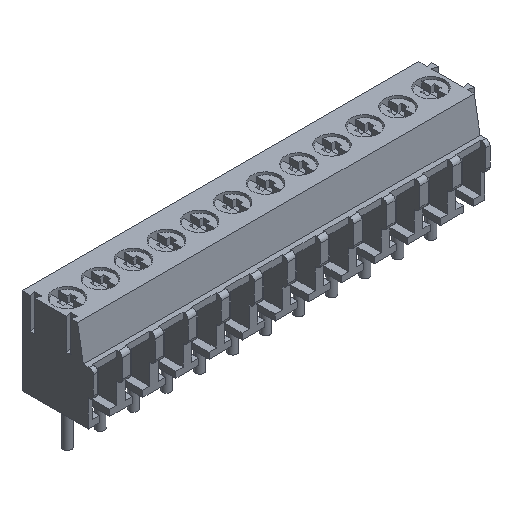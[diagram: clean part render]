
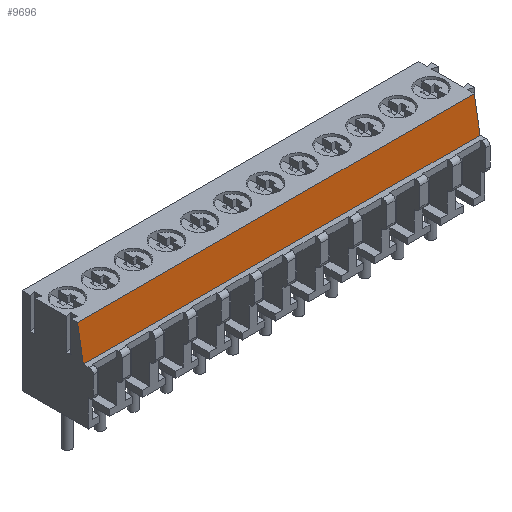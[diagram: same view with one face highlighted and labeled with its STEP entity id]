
A CAD part, isometric view. The second image highlights one B-rep face of the part: STEP entity #9696.
In plain terms, the highlighted planar face has unit normal (0, -0.985, 0.174).
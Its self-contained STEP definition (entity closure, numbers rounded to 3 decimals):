
#44 = PLANE('',#45);
#45 = AXIS2_PLACEMENT_3D('',#46,#47,#48);
#46 = CARTESIAN_POINT('',(-1.75,-0.574,4.593));
#47 = DIRECTION('',(-1.,-0.,-0.));
#48 = DIRECTION('',(0.,0.,-1.));
#2188 = PLANE('',#2189);
#2189 = AXIS2_PLACEMENT_3D('',#2190,#2191,#2192);
#2190 = CARTESIAN_POINT('',(40.25,-0.574,4.593));
#2191 = DIRECTION('',(1.,0.,0.));
#2192 = DIRECTION('',(0.,0.,1.));
#2372 = VERTEX_POINT('',#2373);
#2373 = CARTESIAN_POINT('',(-1.75,-3.45,5.7));
#2387 = PLANE('',#2388);
#2388 = AXIS2_PLACEMENT_3D('',#2389,#2390,#2391);
#2389 = CARTESIAN_POINT('',(19.25,-3.723,5.7));
#2390 = DIRECTION('',(0.,0.,1.));
#2391 = DIRECTION('',(0.,1.,0.));
#2399 = EDGE_CURVE('',#2400,#2372,#2402,.T.);
#2400 = VERTEX_POINT('',#2401);
#2401 = CARTESIAN_POINT('',(-1.75,-2.83,9.2));
#2402 = SURFACE_CURVE('',#2403,(#2407,#2414),.PCURVE_S1.);
#2403 = LINE('',#2404,#2405);
#2404 = CARTESIAN_POINT('',(-1.75,-2.83,9.2));
#2405 = VECTOR('',#2406,1.);
#2406 = DIRECTION('',(0.,-0.174,-0.985));
#2407 = PCURVE('',#44,#2408);
#2408 = DEFINITIONAL_REPRESENTATION('',(#2409),#2413);
#2409 = LINE('',#2410,#2411);
#2410 = CARTESIAN_POINT('',(-4.607,2.256));
#2411 = VECTOR('',#2412,1.);
#2412 = DIRECTION('',(0.985,0.174));
#2413 = ( GEOMETRIC_REPRESENTATION_CONTEXT(2)
PARAMETRIC_REPRESENTATION_CONTEXT() REPRESENTATION_CONTEXT('2D SPACE',''
) );
#2414 = PCURVE('',#2415,#2420);
#2415 = PLANE('',#2416);
#2416 = AXIS2_PLACEMENT_3D('',#2417,#2418,#2419);
#2417 = CARTESIAN_POINT('',(-1.75,-2.83,9.2));
#2418 = DIRECTION('',(0.,0.985,-0.174));
#2419 = DIRECTION('',(0.,-0.174,-0.985));
#2420 = DEFINITIONAL_REPRESENTATION('',(#2421),#2425);
#2421 = LINE('',#2422,#2423);
#2422 = CARTESIAN_POINT('',(0.,0.));
#2423 = VECTOR('',#2424,1.);
#2424 = DIRECTION('',(1.,0.));
#2425 = ( GEOMETRIC_REPRESENTATION_CONTEXT(2)
PARAMETRIC_REPRESENTATION_CONTEXT() REPRESENTATION_CONTEXT('2D SPACE',''
) );
#2443 = PLANE('',#2444);
#2444 = AXIS2_PLACEMENT_3D('',#2445,#2446,#2447);
#2445 = CARTESIAN_POINT('',(19.281,0.103,9.2));
#2446 = DIRECTION('',(0.,0.,1.));
#2447 = DIRECTION('',(0.,1.,0.));
#3043 = VERTEX_POINT('',#3044);
#3044 = CARTESIAN_POINT('',(40.25,-2.83,9.2));
#3065 = EDGE_CURVE('',#3043,#3066,#3068,.T.);
#3066 = VERTEX_POINT('',#3067);
#3067 = CARTESIAN_POINT('',(40.25,-3.45,5.7));
#3068 = SURFACE_CURVE('',#3069,(#3073,#3080),.PCURVE_S1.);
#3069 = LINE('',#3070,#3071);
#3070 = CARTESIAN_POINT('',(40.25,-2.83,9.2));
#3071 = VECTOR('',#3072,1.);
#3072 = DIRECTION('',(0.,-0.174,-0.985));
#3073 = PCURVE('',#2188,#3074);
#3074 = DEFINITIONAL_REPRESENTATION('',(#3075),#3079);
#3075 = LINE('',#3076,#3077);
#3076 = CARTESIAN_POINT('',(4.607,2.256));
#3077 = VECTOR('',#3078,1.);
#3078 = DIRECTION('',(-0.985,0.174));
#3079 = ( GEOMETRIC_REPRESENTATION_CONTEXT(2)
PARAMETRIC_REPRESENTATION_CONTEXT() REPRESENTATION_CONTEXT('2D SPACE',''
) );
#3080 = PCURVE('',#2415,#3081);
#3081 = DEFINITIONAL_REPRESENTATION('',(#3082),#3086);
#3082 = LINE('',#3083,#3084);
#3083 = CARTESIAN_POINT('',(0.,-42.));
#3084 = VECTOR('',#3085,1.);
#3085 = DIRECTION('',(1.,0.));
#3086 = ( GEOMETRIC_REPRESENTATION_CONTEXT(2)
PARAMETRIC_REPRESENTATION_CONTEXT() REPRESENTATION_CONTEXT('2D SPACE',''
) );
#8907 = EDGE_CURVE('',#2400,#3043,#8908,.T.);
#8908 = SURFACE_CURVE('',#8909,(#8913,#8920),.PCURVE_S1.);
#8909 = LINE('',#8910,#8911);
#8910 = CARTESIAN_POINT('',(-1.75,-2.83,9.2));
#8911 = VECTOR('',#8912,1.);
#8912 = DIRECTION('',(1.,0.,0.));
#8913 = PCURVE('',#2443,#8914);
#8914 = DEFINITIONAL_REPRESENTATION('',(#8915),#8919);
#8915 = LINE('',#8916,#8917);
#8916 = CARTESIAN_POINT('',(-2.933,21.031));
#8917 = VECTOR('',#8918,1.);
#8918 = DIRECTION('',(0.,-1.));
#8919 = ( GEOMETRIC_REPRESENTATION_CONTEXT(2)
PARAMETRIC_REPRESENTATION_CONTEXT() REPRESENTATION_CONTEXT('2D SPACE',''
) );
#8920 = PCURVE('',#2415,#8921);
#8921 = DEFINITIONAL_REPRESENTATION('',(#8922),#8926);
#8922 = LINE('',#8923,#8924);
#8923 = CARTESIAN_POINT('',(0.,0.));
#8924 = VECTOR('',#8925,1.);
#8925 = DIRECTION('',(0.,-1.));
#8926 = ( GEOMETRIC_REPRESENTATION_CONTEXT(2)
PARAMETRIC_REPRESENTATION_CONTEXT() REPRESENTATION_CONTEXT('2D SPACE',''
) );
#9696 = ADVANCED_FACE('',(#9697),#2415,.F.);
#9697 = FACE_BOUND('',#9698,.F.);
#9698 = EDGE_LOOP('',(#9699,#9700,#9701,#9722));
#9699 = ORIENTED_EDGE('',*,*,#8907,.T.);
#9700 = ORIENTED_EDGE('',*,*,#3065,.T.);
#9701 = ORIENTED_EDGE('',*,*,#9702,.F.);
#9702 = EDGE_CURVE('',#2372,#3066,#9703,.T.);
#9703 = SURFACE_CURVE('',#9704,(#9708,#9715),.PCURVE_S1.);
#9704 = LINE('',#9705,#9706);
#9705 = CARTESIAN_POINT('',(-1.75,-3.45,5.7));
#9706 = VECTOR('',#9707,1.);
#9707 = DIRECTION('',(1.,0.,0.));
#9708 = PCURVE('',#2415,#9709);
#9709 = DEFINITIONAL_REPRESENTATION('',(#9710),#9714);
#9710 = LINE('',#9711,#9712);
#9711 = CARTESIAN_POINT('',(3.554,0.));
#9712 = VECTOR('',#9713,1.);
#9713 = DIRECTION('',(0.,-1.));
#9714 = ( GEOMETRIC_REPRESENTATION_CONTEXT(2)
PARAMETRIC_REPRESENTATION_CONTEXT() REPRESENTATION_CONTEXT('2D SPACE',''
) );
#9715 = PCURVE('',#2387,#9716);
#9716 = DEFINITIONAL_REPRESENTATION('',(#9717),#9721);
#9717 = LINE('',#9718,#9719);
#9718 = CARTESIAN_POINT('',(0.273,21.));
#9719 = VECTOR('',#9720,1.);
#9720 = DIRECTION('',(0.,-1.));
#9721 = ( GEOMETRIC_REPRESENTATION_CONTEXT(2)
PARAMETRIC_REPRESENTATION_CONTEXT() REPRESENTATION_CONTEXT('2D SPACE',''
) );
#9722 = ORIENTED_EDGE('',*,*,#2399,.F.);
